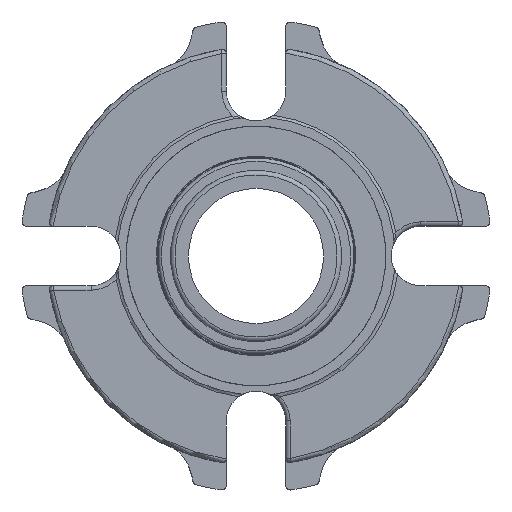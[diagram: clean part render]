
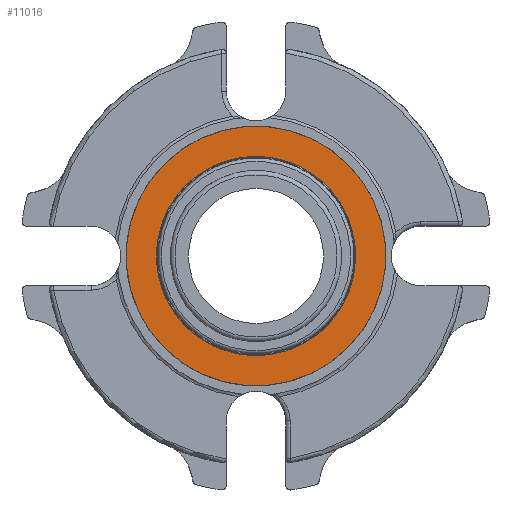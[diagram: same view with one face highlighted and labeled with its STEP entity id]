
A CAD part, left-side view. The second image highlights one B-rep face of the part: STEP entity #11016.
In plain terms, the highlighted planar face has unit normal (-1, 0, 0).
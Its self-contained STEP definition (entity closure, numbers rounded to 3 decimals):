
#1310=PLANE('',#11520);
#1464=ORIENTED_EDGE('',*,*,#3810,.T.);
#1465=ORIENTED_EDGE('',*,*,#3808,.T.);
#3808=EDGE_CURVE('',#4981,#4981,#5733,.T.);
#3810=EDGE_CURVE('',#4983,#4983,#5735,.T.);
#4981=VERTEX_POINT('',#14845);
#4983=VERTEX_POINT('',#14850);
#5733=CIRCLE('',#11518,30.5);
#5735=CIRCLE('',#11521,23.368);
#6224=EDGE_LOOP('',(#1464));
#6225=EDGE_LOOP('',(#1465));
#6799=FACE_BOUND('',#6224,.T.);
#6800=FACE_BOUND('',#6225,.T.);
#11016=ADVANCED_FACE('',(#6799,#6800),#1310,.F.);
#11518=AXIS2_PLACEMENT_3D('',#14844,#12485,#12486);
#11520=AXIS2_PLACEMENT_3D('',#14848,#12489,#12490);
#11521=AXIS2_PLACEMENT_3D('',#14849,#12491,#12492);
#12485=DIRECTION('',(-1.,0.,0.));
#12486=DIRECTION('',(0.,-0.707,0.707));
#12489=DIRECTION('',(1.,0.,0.));
#12490=DIRECTION('',(0.,0.707,-0.707));
#12491=DIRECTION('',(1.,0.,0.));
#12492=DIRECTION('',(0.,1.,0.));
#14844=CARTESIAN_POINT('',(-26.264,0.,0.));
#14845=CARTESIAN_POINT('',(-26.264,-21.567,21.567));
#14848=CARTESIAN_POINT('',(-26.264,-21.567,21.567));
#14849=CARTESIAN_POINT('',(-26.264,0.,0.));
#14850=CARTESIAN_POINT('',(-26.264,23.368,0.));
